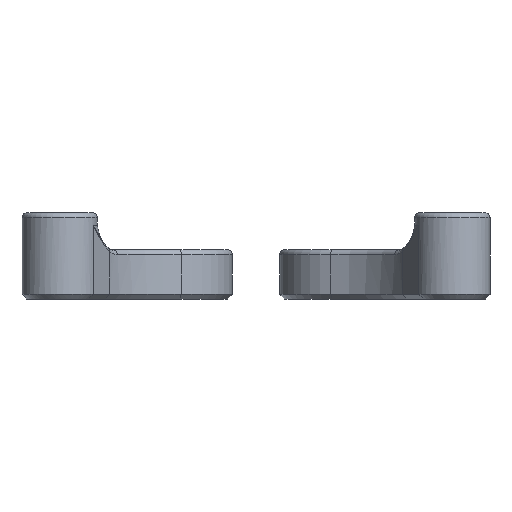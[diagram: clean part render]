
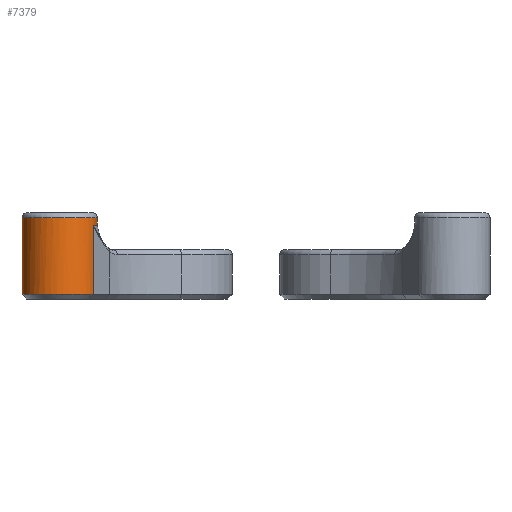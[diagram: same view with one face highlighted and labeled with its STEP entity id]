
A CAD part, front view. The second image highlights one B-rep face of the part: STEP entity #7379.
In plain terms, the highlighted cylindrical face has radius 3.05 mm (diameter 6.1 mm), a full revolution.
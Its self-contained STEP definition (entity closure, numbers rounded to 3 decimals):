
#131=CIRCLE('',#7838,3.05);
#132=CIRCLE('',#7839,3.05);
#133=CIRCLE('',#7840,3.05);
#134=CIRCLE('',#7841,3.05);
#282=CYLINDRICAL_SURFACE('',#7837,3.05);
#633=FACE_OUTER_BOUND('',#1086,.T.);
#1086=EDGE_LOOP('',(#5659,#5660,#5661,#5662,#5663,#5664,#5665,#5666));
#1902=LINE('',#11695,#2596);
#1907=LINE('',#11726,#2601);
#1911=LINE('',#11760,#2605);
#2596=VECTOR('',#8800,10.);
#2601=VECTOR('',#8815,10.);
#2605=VECTOR('',#8841,3.05);
#3292=VERTEX_POINT('',#11692);
#3293=VERTEX_POINT('',#11694);
#3297=VERTEX_POINT('',#11712);
#3300=VERTEX_POINT('',#11717);
#3309=VERTEX_POINT('',#11757);
#3310=VERTEX_POINT('',#11759);
#4134=EDGE_CURVE('',#3292,#3293,#1902,.T.);
#4143=EDGE_CURVE('',#3297,#3300,#1907,.T.);
#4155=EDGE_CURVE('',#3292,#3309,#131,.T.);
#4156=EDGE_CURVE('',#3309,#3310,#1911,.T.);
#4157=EDGE_CURVE('',#3310,#3310,#132,.T.);
#4158=EDGE_CURVE('',#3309,#3297,#133,.T.);
#4159=EDGE_CURVE('',#3300,#3293,#134,.T.);
#5659=ORIENTED_EDGE('',*,*,#4155,.T.);
#5660=ORIENTED_EDGE('',*,*,#4156,.T.);
#5661=ORIENTED_EDGE('',*,*,#4157,.T.);
#5662=ORIENTED_EDGE('',*,*,#4156,.F.);
#5663=ORIENTED_EDGE('',*,*,#4158,.T.);
#5664=ORIENTED_EDGE('',*,*,#4143,.T.);
#5665=ORIENTED_EDGE('',*,*,#4159,.T.);
#5666=ORIENTED_EDGE('',*,*,#4134,.F.);
#7379=ADVANCED_FACE('',(#633),#282,.T.);
#7837=AXIS2_PLACEMENT_3D('',#11756,#8837,#8838);
#7838=AXIS2_PLACEMENT_3D('',#11758,#8839,#8840);
#7839=AXIS2_PLACEMENT_3D('',#11761,#8842,#8843);
#7840=AXIS2_PLACEMENT_3D('',#11762,#8844,#8845);
#7841=AXIS2_PLACEMENT_3D('',#11763,#8846,#8847);
#8800=DIRECTION('',(0.,0.,1.));
#8815=DIRECTION('',(0.,0.,1.));
#8837=DIRECTION('center_axis',(0.,0.,
-1.));
#8838=DIRECTION('ref_axis',(1.,0.,0.));
#8839=DIRECTION('center_axis',(0.,0.,
1.));
#8840=DIRECTION('ref_axis',(-1.,0.,0.));
#8841=DIRECTION('',(0.,0.,1.));
#8842=DIRECTION('center_axis',(0.,0.,
-1.));
#8843=DIRECTION('ref_axis',(1.,0.,0.));
#8844=DIRECTION('center_axis',(0.,0.,
1.));
#8845=DIRECTION('ref_axis',(-1.,0.,0.));
#8846=DIRECTION('center_axis',(0.,0.,
1.));
#8847=DIRECTION('ref_axis',(0.452,0.892,0.));
#11692=CARTESIAN_POINT('',(-166.19,82.045,-338.054));
#11694=CARTESIAN_POINT('',(-166.19,82.045,-332.454));
#11695=CARTESIAN_POINT('',(-166.19,82.045,-338.454));
#11712=CARTESIAN_POINT('',(-160.748,79.289,-338.054));
#11717=CARTESIAN_POINT('',(-160.748,79.289,-332.454));
#11726=CARTESIAN_POINT('',(-160.748,79.289,-338.454));
#11756=CARTESIAN_POINT('Origin',(-163.469,80.667,-338.454));
#11757=CARTESIAN_POINT('',(-166.519,80.667,-338.054));
#11758=CARTESIAN_POINT('Origin',(-163.469,80.667,-338.054));
#11759=CARTESIAN_POINT('',(-166.519,80.667,-331.854));
#11760=CARTESIAN_POINT('',(-166.519,80.667,-338.454));
#11761=CARTESIAN_POINT('Origin',(-163.469,80.667,-331.854));
#11762=CARTESIAN_POINT('Origin',(-163.469,80.667,-338.054));
#11763=CARTESIAN_POINT('Origin',(-163.469,80.667,-332.454));
